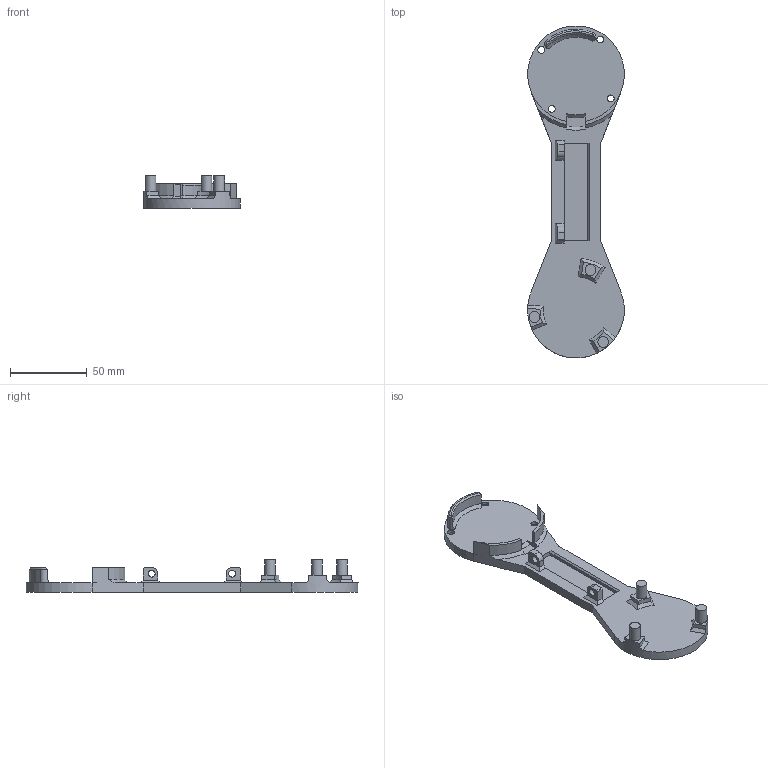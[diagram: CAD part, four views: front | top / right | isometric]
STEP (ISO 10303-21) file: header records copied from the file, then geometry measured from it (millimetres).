
FILE_DESCRIPTION(('FreeCAD Model'),'2;1');
FILE_NAME('Open CASCADE Shape Model','2025-05-16T16:44:08',(''),(''), 'Open CASCADE STEP processor 7.8','FreeCAD','Unknown');
FILE_SCHEMA(('AUTOMOTIVE_DESIGN { 1 0 10303 214 1 1 1 1 }'));
Length unit declared in the file: millimetre
Products named in the file (1): Chamfer007
Bounding box: 62.97 x 216.37 x 21 mm (x, y, z)
Volume: 59242.1 mm3; surface area: 26794.6 mm2
Topology: 1 solids, 1 shells, 103 faces, 259 edges, 168 vertices
Faces by surface type: plane 59, cylinder 31, cone 13
Full cylindrical faces by diameter (mm): 4.5 x6, 7 x7
Entity records: 3192 total; most frequent: CARTESIAN_POINT 595, DIRECTION 556, ORIENTED_EDGE 518, EDGE_CURVE 259, AXIS2_PLACEMENT_3D 201, VERTEX_POINT 168, LINE 154, VECTOR 154
